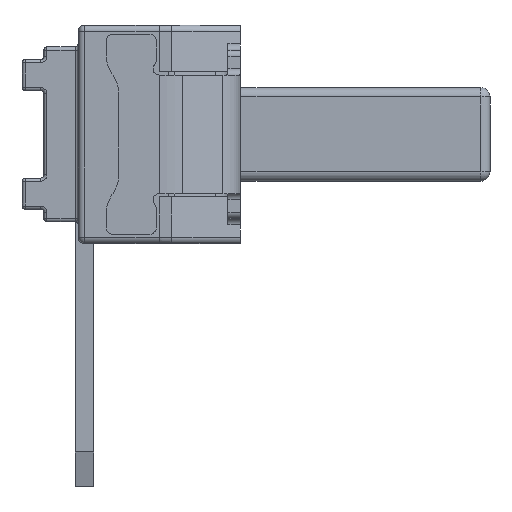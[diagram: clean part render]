
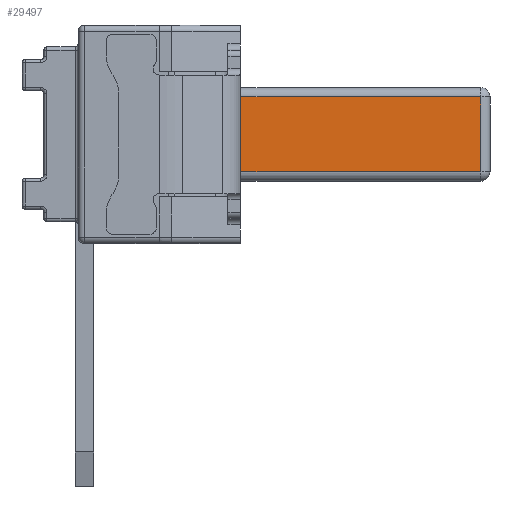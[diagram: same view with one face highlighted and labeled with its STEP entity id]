
A CAD part, left-side view. The second image highlights one B-rep face of the part: STEP entity #29497.
In plain terms, the highlighted planar face has unit normal (-1, 0, 0).
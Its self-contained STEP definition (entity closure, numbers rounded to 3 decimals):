
#1461 = EDGE_CURVE ( 'NONE', #10402, #24569, #28326, .T. ) ;
#2361 = VECTOR ( 'NONE', #8291, 1000. ) ;
#2446 = ORIENTED_EDGE ( 'NONE', *, *, #26157, .T. ) ;
#5132 = LINE ( 'NONE', #21245, #2361 ) ;
#5323 = CARTESIAN_POINT ( 'NONE',  ( -1.75, -2.3, 1. ) ) ;
#6033 = DIRECTION ( 'NONE',  ( 0., 0., -1. ) ) ;
#6421 = EDGE_CURVE ( 'NONE', #24569, #17420, #10288, .T. ) ;
#6914 = CARTESIAN_POINT ( 'NONE',  ( -1.75, -6.35, 2.35 ) ) ;
#7567 = ORIENTED_EDGE ( 'NONE', *, *, #1461, .T. ) ;
#8291 = DIRECTION ( 'NONE',  ( 0., -1., 0. ) ) ;
#9174 = CARTESIAN_POINT ( 'NONE',  ( -1.75, -2.3, 1.15 ) ) ;
#10288 = LINE ( 'NONE', #15098, #10928 ) ;
#10402 = VERTEX_POINT ( 'NONE', #28091 ) ;
#10928 = VECTOR ( 'NONE', #12978, 1000. ) ;
#12212 = DIRECTION ( 'NONE',  ( 0., 0., -1. ) ) ;
#12978 = DIRECTION ( 'NONE',  ( 0., 1., 0. ) ) ;
#12992 = VECTOR ( 'NONE', #25492, 1000. ) ;
#13187 = EDGE_CURVE ( 'NONE', #17420, #26406, #16766, .T. ) ;
#13944 = VECTOR ( 'NONE', #12212, 1000. ) ;
#15098 = CARTESIAN_POINT ( 'NONE',  ( -1.75, -6.5, 2.35 ) ) ;
#16417 = CARTESIAN_POINT ( 'NONE',  ( -1.75, -2.3, 2.35 ) ) ;
#16766 = LINE ( 'NONE', #5323, #13944 ) ;
#17420 = VERTEX_POINT ( 'NONE', #16417 ) ;
#18877 = EDGE_LOOP ( 'NONE', ( #7567, #18935, #24074, #2446 ) ) ;
#18935 = ORIENTED_EDGE ( 'NONE', *, *, #6421, .T. ) ;
#19399 = AXIS2_PLACEMENT_3D ( 'NONE', #28713, #19763, #6033 ) ;
#19599 = PLANE ( 'NONE',  #19399 ) ;
#19763 = DIRECTION ( 'NONE',  ( 1., 0., 0. ) ) ;
#21245 = CARTESIAN_POINT ( 'NONE',  ( -1.75, -6.5, 1.15 ) ) ;
#24074 = ORIENTED_EDGE ( 'NONE', *, *, #13187, .T. ) ;
#24569 = VERTEX_POINT ( 'NONE', #6914 ) ;
#24682 = FACE_OUTER_BOUND ( 'NONE', #18877, .T. ) ;
#25492 = DIRECTION ( 'NONE',  ( 0., 0., 1. ) ) ;
#25925 = CARTESIAN_POINT ( 'NONE',  ( -1.75, -6.35, 2.5 ) ) ;
#26157 = EDGE_CURVE ( 'NONE', #26406, #10402, #5132, .T. ) ;
#26406 = VERTEX_POINT ( 'NONE', #9174 ) ;
#28091 = CARTESIAN_POINT ( 'NONE',  ( -1.75, -6.35, 1.15 ) ) ;
#28326 = LINE ( 'NONE', #25925, #12992 ) ;
#28713 = CARTESIAN_POINT ( 'NONE',  ( -1.75, -6.5, 1. ) ) ;
#29497 = ADVANCED_FACE ( 'NONE', ( #24682 ), #19599, .F. ) ;
